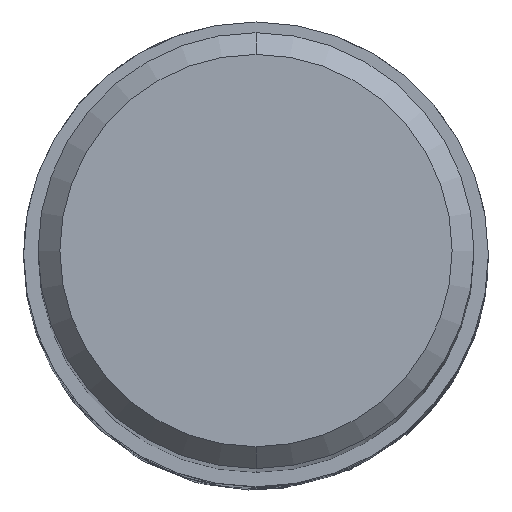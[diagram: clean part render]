
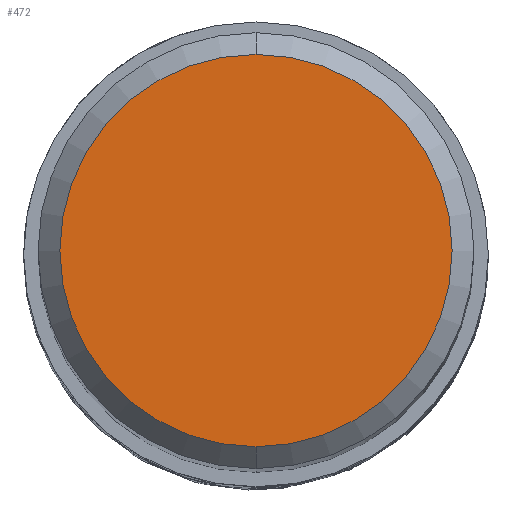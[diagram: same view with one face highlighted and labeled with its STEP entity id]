
A CAD part, top view. The second image highlights one B-rep face of the part: STEP entity #472.
In plain terms, the highlighted planar face has unit normal (0, 0, 1).
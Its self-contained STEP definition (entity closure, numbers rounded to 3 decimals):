
#290=EDGE_CURVE('',#350,#604,#823,.T.);
#350=VERTEX_POINT('',#893);
#472=ADVANCED_FACE('',(#1024),#1025,.T.);
#604=VERTEX_POINT('',#1170);
#710=EDGE_CURVE('',#604,#350,#1285,.T.);
#823=CIRCLE('',#1398,3.6);
#893=CARTESIAN_POINT('',(0.,-3.6,0.0));
#1024=FACE_OUTER_BOUND('',#2510,.T.);
#1025=PLANE('',#2511);
#1170=CARTESIAN_POINT('',(0.0,3.6,0.0));
#1285=CIRCLE('',#4259,3.6);
#1398=AXIS2_PLACEMENT_3D('',#4978,#4979,#4980);
#2510=EDGE_LOOP('',(#5208,#5209));
#2511=AXIS2_PLACEMENT_3D('',#5210,#5211,#5212);
#4259=AXIS2_PLACEMENT_3D('',#5490,#5491,#5492);
#4978=CARTESIAN_POINT('',(0.0,0.0,0.0));
#4979=DIRECTION('',(0.0,0.0,-1.0));
#4980=DIRECTION('',(0.0,1.0,0.0));
#5208=ORIENTED_EDGE('',*,*,#710,.F.);
#5209=ORIENTED_EDGE('',*,*,#290,.F.);
#5210=CARTESIAN_POINT('',(0.0,1.8,0.0));
#5211=DIRECTION('',(-0.0,0.0,1.0));
#5212=DIRECTION('',(0.0,-1.0,0.0));
#5490=CARTESIAN_POINT('',(0.0,0.0,0.0));
#5491=DIRECTION('',(0.0,0.0,-1.0));
#5492=DIRECTION('',(0.0,1.0,0.0));
